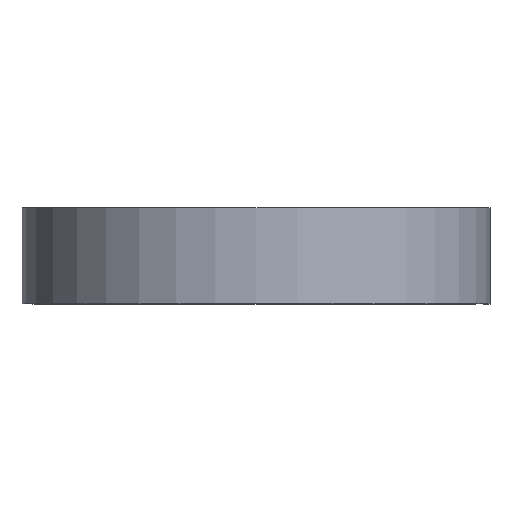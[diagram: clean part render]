
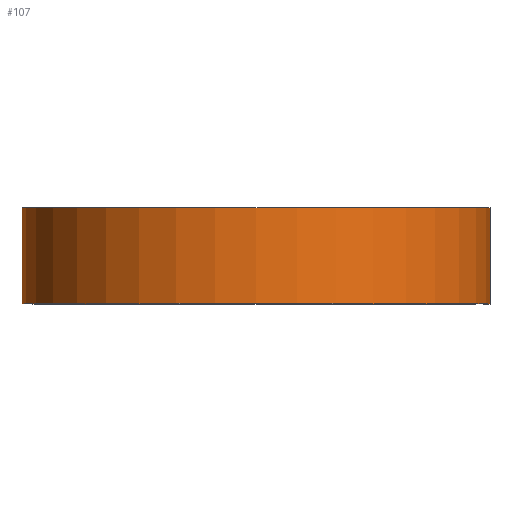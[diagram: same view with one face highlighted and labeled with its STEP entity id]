
A CAD part, top view. The second image highlights one B-rep face of the part: STEP entity #107.
In plain terms, the highlighted cylindrical face has radius 46.457 mm (diameter 92.913 mm), a partial arc.
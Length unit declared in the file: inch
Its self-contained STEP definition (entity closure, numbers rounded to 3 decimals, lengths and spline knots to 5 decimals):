
#48 = DIRECTION ( 'NONE',  ( 0., 0., -1. ) ) ;
#60 = CARTESIAN_POINT ( 'NONE',  ( 0., 0.375, -1.829 ) ) ;
#88 = CIRCLE ( 'NONE', #383, 1.829 ) ;
#107 = ADVANCED_FACE ( 'NONE', ( #166 ), #407, .T. ) ;
#108 = CIRCLE ( 'NONE', #196, 1.829 ) ;
#117 = VECTOR ( 'NONE', #284, 39.37008 ) ;
#119 = CARTESIAN_POINT ( 'NONE',  ( 1.829, 0.375, 0. ) ) ;
#137 = DIRECTION ( 'NONE',  ( 0., 1., 0. ) ) ;
#166 = FACE_OUTER_BOUND ( 'NONE', #704, .T. ) ;
#169 = CARTESIAN_POINT ( 'NONE',  ( 0., 0.375, 0. ) ) ;
#170 = ORIENTED_EDGE ( 'NONE', *, *, #616, .T. ) ;
#172 = DIRECTION ( 'NONE',  ( 0., -1., 0. ) ) ;
#196 = AXIS2_PLACEMENT_3D ( 'NONE', #264, #228, #226 ) ;
#226 = DIRECTION ( 'NONE',  ( 1., 0., 0. ) ) ;
#227 = VERTEX_POINT ( 'NONE', #701 ) ;
#228 = DIRECTION ( 'NONE',  ( 0., 1., 0. ) ) ;
#229 = CARTESIAN_POINT ( 'NONE',  ( 0., -0.375, -1.829 ) ) ;
#252 = AXIS2_PLACEMENT_3D ( 'NONE', #169, #699, #48 ) ;
#264 = CARTESIAN_POINT ( 'NONE',  ( 0., -0.375, 0. ) ) ;
#284 = DIRECTION ( 'NONE',  ( 0., -1., 0. ) ) ;
#318 = ORIENTED_EDGE ( 'NONE', *, *, #406, .F. ) ;
#344 = DIRECTION ( 'NONE',  ( 1., 0., 0. ) ) ;
#349 = VERTEX_POINT ( 'NONE', #672 ) ;
#383 = AXIS2_PLACEMENT_3D ( 'NONE', #403, #137, #344 ) ;
#400 = VERTEX_POINT ( 'NONE', #60 ) ;
#403 = CARTESIAN_POINT ( 'NONE',  ( 0., 0.375, 0. ) ) ;
#405 = VERTEX_POINT ( 'NONE', #229 ) ;
#406 = EDGE_CURVE ( 'NONE', #227, #349, #671, .T. ) ;
#407 = CYLINDRICAL_SURFACE ( 'NONE', #252, 1.829 ) ;
#441 = EDGE_CURVE ( 'NONE', #400, #227, #88, .T. ) ;
#504 = VECTOR ( 'NONE', #172, 39.37008 ) ;
#510 = CARTESIAN_POINT ( 'NONE',  ( 0., 0.375, -1.829 ) ) ;
#511 = EDGE_CURVE ( 'NONE', #400, #405, #583, .T. ) ;
#574 = ORIENTED_EDGE ( 'NONE', *, *, #441, .F. ) ;
#583 = LINE ( 'NONE', #510, #117 ) ;
#616 = EDGE_CURVE ( 'NONE', #405, #349, #108, .T. ) ;
#629 = ORIENTED_EDGE ( 'NONE', *, *, #511, .T. ) ;
#671 = LINE ( 'NONE', #119, #504 ) ;
#672 = CARTESIAN_POINT ( 'NONE',  ( 1.829, -0.375, 0. ) ) ;
#699 = DIRECTION ( 'NONE',  ( 0., -1., 0. ) ) ;
#701 = CARTESIAN_POINT ( 'NONE',  ( 1.829, 0.375, 0. ) ) ;
#704 = EDGE_LOOP ( 'NONE', ( #170, #318, #574, #629 ) ) ;
